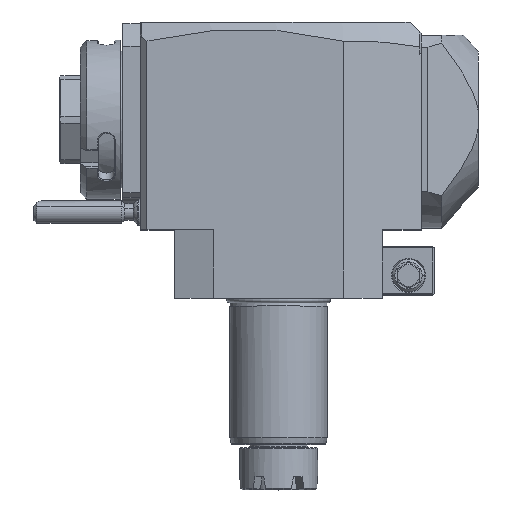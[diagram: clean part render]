
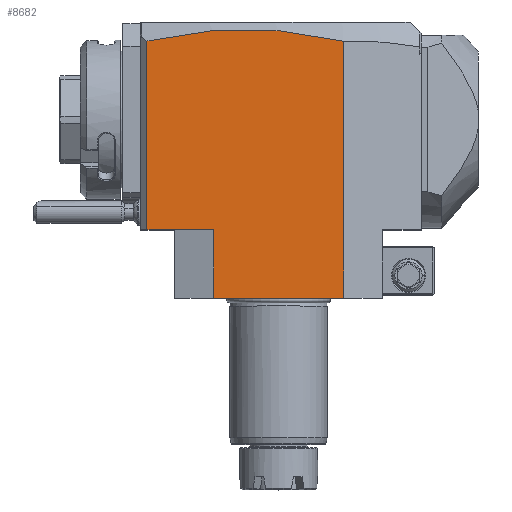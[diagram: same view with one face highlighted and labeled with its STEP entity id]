
A CAD part, top view. The second image highlights one B-rep face of the part: STEP entity #8682.
In plain terms, the highlighted planar face has unit normal (0, 0, 1).
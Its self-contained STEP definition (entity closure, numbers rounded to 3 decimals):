
#17=DIRECTION('',(-1.,0.,0.));
#18=VECTOR('',#17,40.);
#19=CARTESIAN_POINT('',(20.,0.,32.));
#20=LINE('',#19,#18);
#878=DIRECTION('',(0.,1.,0.));
#879=VECTOR('',#878,79.092);
#880=CARTESIAN_POINT('',(20.,0.,32.));
#881=LINE('',#880,#879);
#904=DIRECTION('',(-1.,0.,0.));
#905=VECTOR('',#904,20.5);
#906=CARTESIAN_POINT('',(-20.,21.,32.));
#907=LINE('',#906,#905);
#908=CARTESIAN_POINT('',(-40.5,79.133,32.));
#909=CARTESIAN_POINT('',(-35.458,80.345,32.));
#910=CARTESIAN_POINT('',(-25.373,82.145,32.));
#911=CARTESIAN_POINT('',(-10.247,83.032,32.));
#912=CARTESIAN_POINT('',(4.877,82.124,32.));
#913=CARTESIAN_POINT('',(14.959,80.311,32.));
#914=CARTESIAN_POINT('',(20.,79.092,32.));
#928=DIRECTION('',(0.,-1.,0.));
#929=VECTOR('',#928,58.133);
#930=CARTESIAN_POINT('',(-40.5,79.133,32.));
#931=LINE('',#930,#929);
#941=DIRECTION('',(0.,-1.,0.));
#942=VECTOR('',#941,21.);
#943=CARTESIAN_POINT('',(-20.,21.,32.));
#944=LINE('',#943,#942);
#7296=VERTEX_POINT('',#908);
#7297=VERTEX_POINT('',#914);
#7660=CARTESIAN_POINT('',(-40.5,21.,32.));
#7662=VERTEX_POINT('',#7660);
#7680=CARTESIAN_POINT('',(20.,0.,32.));
#7681=VERTEX_POINT('',#7680);
#7682=CARTESIAN_POINT('',(-20.,0.,32.));
#7683=VERTEX_POINT('',#7682);
#7896=CARTESIAN_POINT('',(-20.,21.,32.));
#7897=VERTEX_POINT('',#7896);
#8666=CARTESIAN_POINT('',(-35.103,21.,32.));
#8667=DIRECTION('',(0.,0.,1.));
#8668=DIRECTION('',(1.,0.,0.));
#8669=AXIS2_PLACEMENT_3D('',#8666,#8667,#8668);
#8670=PLANE('',#8669);
#8672=ORIENTED_EDGE('',*,*,#8671,.T.);
#8674=ORIENTED_EDGE('',*,*,#8673,.F.);
#8675=ORIENTED_EDGE('',*,*,#8119,.T.);
#8676=ORIENTED_EDGE('',*,*,#8654,.F.);
#8677=ORIENTED_EDGE('',*,*,#7911,.T.);
#8679=ORIENTED_EDGE('',*,*,#8678,.F.);
#8680=EDGE_LOOP('',(#8672,#8674,#8675,#8676,#8677,#8679));
#8681=FACE_OUTER_BOUND('',#8680,.F.);
#915=B_SPLINE_CURVE_WITH_KNOTS('',3,(#908,#909,#910,#911,#912,#913,#914),
.UNSPECIFIED.,.F.,.F.,(4,1,1,1,4),(0.,0.25,0.5,0.75,1.),
.UNSPECIFIED.);
#7911=EDGE_CURVE('',#7681,#7683,#20,.T.);
#8119=EDGE_CURVE('',#7296,#7297,#915,.T.);
#8654=EDGE_CURVE('',#7681,#7297,#881,.T.);
#8671=EDGE_CURVE('',#7897,#7662,#907,.T.);
#8673=EDGE_CURVE('',#7296,#7662,#931,.T.);
#8678=EDGE_CURVE('',#7897,#7683,#944,.T.);
#8682=ADVANCED_FACE('',(#8681),#8670,.T.);
